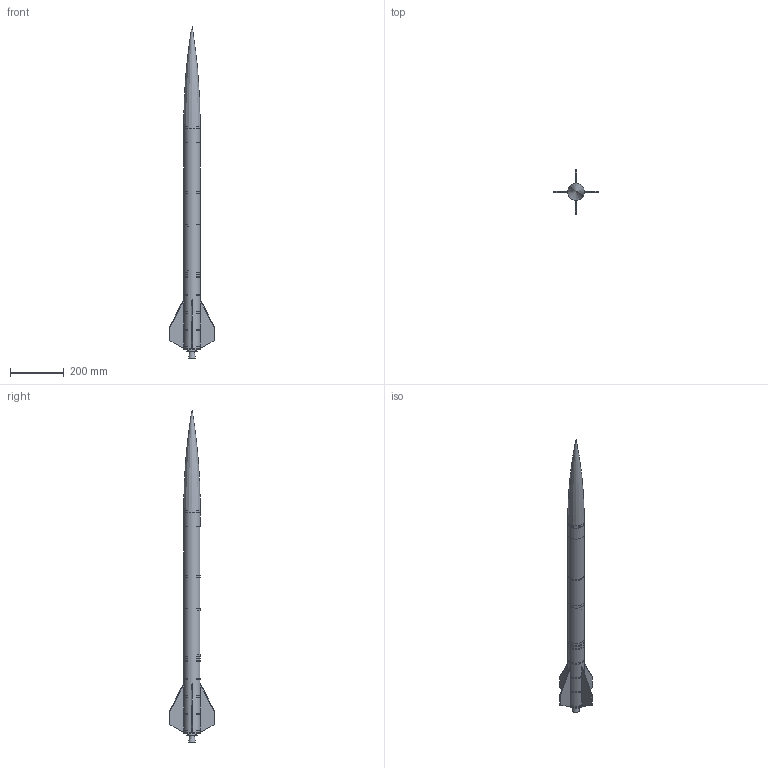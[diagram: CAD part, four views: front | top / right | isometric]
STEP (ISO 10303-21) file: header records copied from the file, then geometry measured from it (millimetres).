
FILE_DESCRIPTION(/* description */ (''),/* implementation_level */ '2;1');
FILE_NAME(/* name */ 'AssembledRocket(Avionics)_.step',/* time_stamp */ '2025-11-14T18:00:14-08:00',/* author */ (''),/* organization */ (''),/* preprocessor_version */ 'ST-DEVELOPER v20.1',/* originating_system */ 'Autodesk Translation Framework v14.17.0.0',/* authorisation */ '');
FILE_SCHEMA (('AUTOMOTIVE_DESIGN { 1 0 10303 214 3 1 1 }'));
Length unit declared in the file: millimetre
Products named in the file (28): AssembledRocket(Avionics); Assembled Rocket; Motor (Assembled); Tube; Nozzle; Forward Closure; O-Ring (9452K35); Retaining Ring (98409A232); Spiral Retaining Ring (91650A510); 38mm Tube Liner; Propellant With Case (2.25 H/0.5 ID/1.212 OD); Nose Cone; Body Tube; Motor Retainer; Forward Bulk Head; Eyebolt (3014T45); Lower Fin; Motor Holder; Motor Holder Mount; AvionicsBay; (Unsaved); (Unsaved)_1; 18650_cell; GPS; 1053072-1; 2.4 GHz Antenna; 2.4 GHz Antenna Base; 2.4 GHz Antenna Top
Assembly tree (37 placements, depth 4):
  AssembledRocket(Avionics)
    Assembled Rocket
      Motor (Assembled)
        Tube
        Nozzle
        Forward Closure
        O-Ring (9452K35)  x2
        Retaining Ring (98409A232)  x2
        Spiral Retaining Ring (91650A510)
        38mm Tube Liner
        Propellant With Case (2.25 H/0.5 ID/1.212 OD)  x4
      Nose Cone
        Eyebolt (3014T45)
      Body Tube
      Motor Retainer  x4
      Forward Bulk Head
        Eyebolt (3014T45)
      Lower Fin
      Motor Holder
      Motor Holder Mount
    AvionicsBay
      (Unsaved)
        18650_cell
      (Unsaved)_1
        18650_cell
      GPS
      1053072-1
      2.4 GHz Antenna
        2.4 GHz Antenna Base
        2.4 GHz Antenna Top
Bounding box: 164 x 164 x 1229.82 mm (x, y, z)
Volume: 909169.3 mm3; surface area: 823597.2 mm2
Topology: 45 solids, 45 shells, 916 faces, 2273 edges, 1501 vertices
Faces by surface type: plane 439, cylinder 349, bspline 71, cone 29, torus 27, sphere 1
Full cylindrical faces by diameter (mm): 0.804 x1, 0.889 x1, 1.27 x1, 1.321 x1, 1.4 x1, 1.5 x4, 1.981 x4, 2.2 x4, 4 x18, 4.133 x1, 4.623 x1, 4.744 x20, 5 x3, 5.035 x3, 5.334 x1, 5.884 x34, 6 x1, 6.44 x1, 6.9 x1, 7 x2, 7.1 x2, 7.62 x1, 8 x2, 9 x4, 10 x1, 10.211 x1, 11.5 x2, 12.7 x4, 13 x2, 14 x3
Entity records: 41739 total; most frequent: CARTESIAN_POINT 22905, ORIENTED_EDGE 3930, DIRECTION 3491, EDGE_CURVE 1965, AXIS2_PLACEMENT_3D 1326, VERTEX_POINT 1299, EDGE_LOOP 932, LINE 839
